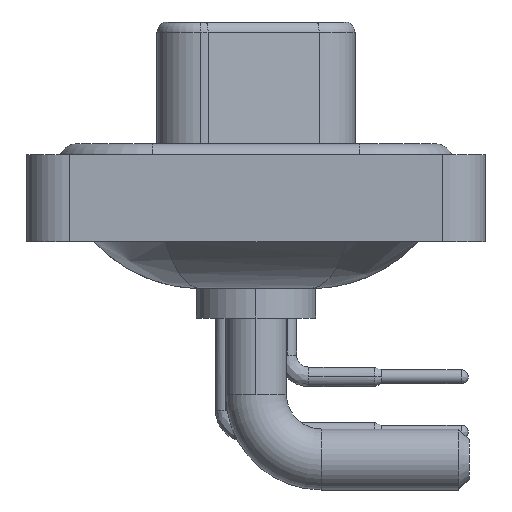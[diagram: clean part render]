
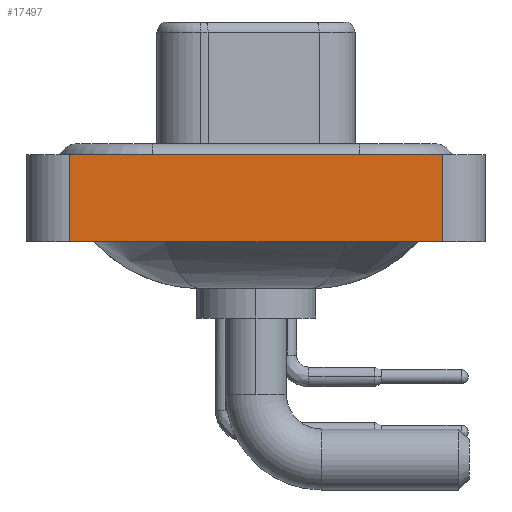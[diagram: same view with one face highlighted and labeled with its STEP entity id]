
A CAD part, left-side view. The second image highlights one B-rep face of the part: STEP entity #17497.
In plain terms, the highlighted planar face has unit normal (-1, 0, 0).
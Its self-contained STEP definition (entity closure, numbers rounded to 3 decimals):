
#101 = CARTESIAN_POINT ( 'NONE',  ( -7.3, 8.55, -3.6 ) ) ;
#2970 = CARTESIAN_POINT ( 'NONE',  ( -7.3, -8.55, -3.6 ) ) ;
#2978 = CARTESIAN_POINT ( 'NONE',  ( -7.3, -8.55, -3.6 ) ) ;
#3004 = CARTESIAN_POINT ( 'NONE',  ( -7.3, 8.55, -3.6 ) ) ;
#3560 = VERTEX_POINT ( 'NONE', #15064 ) ;
#4745 = EDGE_CURVE ( 'NONE', #15361, #19591, #21691, .T. ) ;
#5328 = CARTESIAN_POINT ( 'NONE',  ( -7.3, -8.55, 0.4 ) ) ;
#6041 = DIRECTION ( 'NONE',  ( 0., 0., 1. ) ) ;
#6373 = EDGE_LOOP ( 'NONE', ( #20622, #9789, #8105, #14917 ) ) ;
#7282 = EDGE_CURVE ( 'NONE', #19591, #10966, #14490, .T. ) ;
#7749 = EDGE_CURVE ( 'NONE', #3560, #10966, #12056, .T. ) ;
#8105 = ORIENTED_EDGE ( 'NONE', *, *, #19076, .F. ) ;
#9789 = ORIENTED_EDGE ( 'NONE', *, *, #7749, .F. ) ;
#10192 = DIRECTION ( 'NONE',  ( 0., -1., 0. ) ) ;
#10966 = VERTEX_POINT ( 'NONE', #5328 ) ;
#11195 = VECTOR ( 'NONE', #10192, 1000. ) ;
#11880 = CARTESIAN_POINT ( 'NONE',  ( -7.3, -8.55, -3.6 ) ) ;
#12056 = LINE ( 'NONE', #23233, #11195 ) ;
#14490 = LINE ( 'NONE', #2978, #22035 ) ;
#14842 = VECTOR ( 'NONE', #6041, 1000. ) ;
#14917 = ORIENTED_EDGE ( 'NONE', *, *, #4745, .T. ) ;
#15064 = CARTESIAN_POINT ( 'NONE',  ( -7.3, 8.55, 0.4 ) ) ;
#15361 = VERTEX_POINT ( 'NONE', #3004 ) ;
#17497 = ADVANCED_FACE ( 'NONE', ( #21442 ), #19701, .T. ) ;
#17586 = DIRECTION ( 'NONE',  ( -1., 0., 0. ) ) ;
#19076 = EDGE_CURVE ( 'NONE', #15361, #3560, #22789, .T. ) ;
#19139 = AXIS2_PLACEMENT_3D ( 'NONE', #11880, #17586, #23299 ) ;
#19591 = VERTEX_POINT ( 'NONE', #22391 ) ;
#19594 = DIRECTION ( 'NONE',  ( 0., 0., 1. ) ) ;
#19701 = PLANE ( 'NONE',  #19139 ) ;
#20622 = ORIENTED_EDGE ( 'NONE', *, *, #7282, .T. ) ;
#21442 = FACE_OUTER_BOUND ( 'NONE', #6373, .T. ) ;
#21691 = LINE ( 'NONE', #2970, #23304 ) ;
#22035 = VECTOR ( 'NONE', #19594, 1000. ) ;
#22391 = CARTESIAN_POINT ( 'NONE',  ( -7.3, -8.55, -3.6 ) ) ;
#22789 = LINE ( 'NONE', #101, #14842 ) ;
#23233 = CARTESIAN_POINT ( 'NONE',  ( -7.3, -8.55, 0.4 ) ) ;
#23299 = DIRECTION ( 'NONE',  ( 0., 0., 1. ) ) ;
#23304 = VECTOR ( 'NONE', #23678, 1000. ) ;
#23678 = DIRECTION ( 'NONE',  ( 0., -1., 0. ) ) ;
